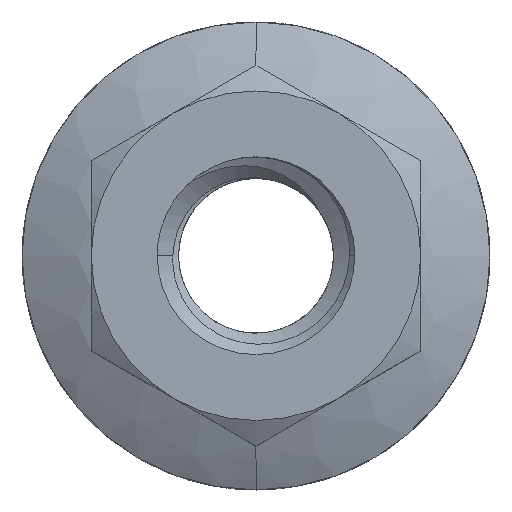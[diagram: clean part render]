
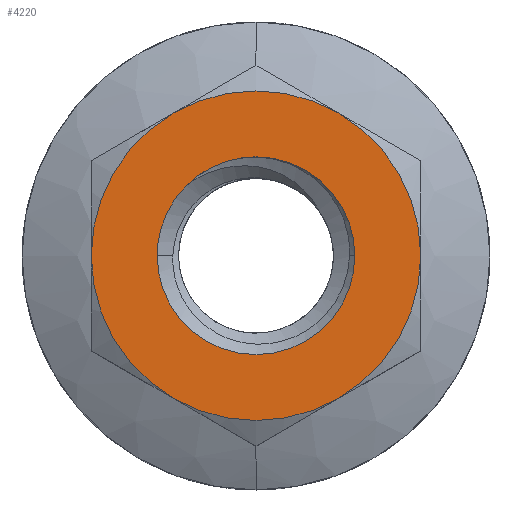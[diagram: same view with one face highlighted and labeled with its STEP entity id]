
A CAD part, top view. The second image highlights one B-rep face of the part: STEP entity #4220.
In plain terms, the highlighted planar face has unit normal (0, 0, 1).
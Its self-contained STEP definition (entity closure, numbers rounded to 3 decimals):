
#194 = AXIS2_PLACEMENT_3D ( 'NONE', #2623, #4038, #1465 ) ;
#239 = CIRCLE ( 'NONE', #3498, 5. ) ;
#263 = ORIENTED_EDGE ( 'NONE', *, *, #2361, .T. ) ;
#274 = CARTESIAN_POINT ( 'NONE',  ( 5., 0., 0. ) ) ;
#281 = VERTEX_POINT ( 'NONE', #2584 ) ;
#384 = CARTESIAN_POINT ( 'NONE',  ( 0., 3., 0. ) ) ;
#411 = CARTESIAN_POINT ( 'NONE',  ( 0., 0., 0. ) ) ;
#425 = DIRECTION ( 'NONE',  ( 1., 0., 0. ) ) ;
#485 = DIRECTION ( 'NONE',  ( 0., 0., 1. ) ) ;
#493 = CARTESIAN_POINT ( 'NONE',  ( -2.981, 0.393, 0. ) ) ;
#545 = AXIS2_PLACEMENT_3D ( 'NONE', #411, #3361, #1173 ) ;
#599 = ORIENTED_EDGE ( 'NONE', *, *, #2315, .F. ) ;
#614 = EDGE_LOOP ( 'NONE', ( #263, #4594, #1660, #2676, #2686, #4274 ) ) ;
#720 = EDGE_CURVE ( 'NONE', #1416, #1365, #4194, .T. ) ;
#747 = DIRECTION ( 'NONE',  ( 0., 0., 1. ) ) ;
#826 = CARTESIAN_POINT ( 'NONE',  ( -2.904, 0.779, 0. ) ) ;
#838 = AXIS2_PLACEMENT_3D ( 'NONE', #2601, #2981, #425 ) ;
#848 = EDGE_CURVE ( 'NONE', #1365, #281, #940, .T. ) ;
#871 = EDGE_CURVE ( 'NONE', #4588, #3383, #3114, .T. ) ;
#874 = CIRCLE ( 'NONE', #4350, 5. ) ;
#908 = AXIS2_PLACEMENT_3D ( 'NONE', #2009, #2133, #3497 ) ;
#922 = DIRECTION ( 'NONE',  ( 0., 0., 1. ) ) ;
#940 = CIRCLE ( 'NONE', #4652, 5. ) ;
#1093 = CARTESIAN_POINT ( 'NONE',  ( 0., 0., 0. ) ) ;
#1112 = EDGE_CURVE ( 'NONE', #3383, #2930, #1745, .T. ) ;
#1173 = DIRECTION ( 'NONE',  ( 1., 0., 0. ) ) ;
#1204 = DIRECTION ( 'NONE',  ( 1., 0., 0. ) ) ;
#1213 = DIRECTION ( 'NONE',  ( 1., 0., 0. ) ) ;
#1312 = AXIS2_PLACEMENT_3D ( 'NONE', #1948, #3382, #1204 ) ;
#1360 = AXIS2_PLACEMENT_3D ( 'NONE', #1928, #4457, #1973 ) ;
#1365 = VERTEX_POINT ( 'NONE', #1517 ) ;
#1416 = VERTEX_POINT ( 'NONE', #2140 ) ;
#1451 = FACE_OUTER_BOUND ( 'NONE', #614, .T. ) ;
#1465 = DIRECTION ( 'NONE',  ( 1., 0., 0. ) ) ;
#1471 = ORIENTED_EDGE ( 'NONE', *, *, #3287, .F. ) ;
#1517 = CARTESIAN_POINT ( 'NONE',  ( -2.5, 4.33, 0. ) ) ;
#1559 = CARTESIAN_POINT ( 'NONE',  ( 0., 0., 0. ) ) ;
#1660 = ORIENTED_EDGE ( 'NONE', *, *, #720, .T. ) ;
#1666 = CIRCLE ( 'NONE', #194, 3. ) ;
#1745 = B_SPLINE_CURVE_WITH_KNOTS ( 'NONE', 3,
 ( #4504, #2302, #3763, #3012, #1965, #2351, #826, #493, #4442, #2675 ),
 .UNSPECIFIED., .F., .F.,
 ( 4, 2, 2, 2, 4 ),
 ( 0., 0.001, 0.001, 0.002, 0.002 ),
 .UNSPECIFIED. ) ;
#1928 = CARTESIAN_POINT ( 'NONE',  ( 0., 0., 0. ) ) ;
#1948 = CARTESIAN_POINT ( 'NONE',  ( 0., 5.774, 0. ) ) ;
#1965 = CARTESIAN_POINT ( 'NONE',  ( -2.697, 1.327, 0. ) ) ;
#1973 = DIRECTION ( 'NONE',  ( 1., 0., 0. ) ) ;
#1976 = CARTESIAN_POINT ( 'NONE',  ( 3., 0., 0. ) ) ;
#2009 = CARTESIAN_POINT ( 'NONE',  ( 0., 0., 0. ) ) ;
#2033 = CIRCLE ( 'NONE', #545, 5. ) ;
#2133 = DIRECTION ( 'NONE',  ( 0., 0., 1. ) ) ;
#2140 = CARTESIAN_POINT ( 'NONE',  ( 2.5, 4.33, 0. ) ) ;
#2280 = CARTESIAN_POINT ( 'NONE',  ( 0., 0., 0. ) ) ;
#2302 = CARTESIAN_POINT ( 'NONE',  ( -2.261, 1.981, 0. ) ) ;
#2315 = EDGE_CURVE ( 'NONE', #3645, #4588, #2829, .T. ) ;
#2333 = AXIS2_PLACEMENT_3D ( 'NONE', #2280, #2653, #4395 ) ;
#2351 = CARTESIAN_POINT ( 'NONE',  ( -2.847, 0.966, 0. ) ) ;
#2361 = EDGE_CURVE ( 'NONE', #3922, #3687, #2033, .T. ) ;
#2584 = CARTESIAN_POINT ( 'NONE',  ( -5., 0., 0. ) ) ;
#2601 = CARTESIAN_POINT ( 'NONE',  ( 0., 0., 0. ) ) ;
#2623 = CARTESIAN_POINT ( 'NONE',  ( 0., 0., 0. ) ) ;
#2653 = DIRECTION ( 'NONE',  ( 0., 0., 1. ) ) ;
#2675 = CARTESIAN_POINT ( 'NONE',  ( -3., 0., 0. ) ) ;
#2676 = ORIENTED_EDGE ( 'NONE', *, *, #848, .T. ) ;
#2686 = ORIENTED_EDGE ( 'NONE', *, *, #4677, .T. ) ;
#2687 = PLANE ( 'NONE',  #1312 ) ;
#2704 = DIRECTION ( 'NONE',  ( 1., 0., 0. ) ) ;
#2829 = CIRCLE ( 'NONE', #2333, 3. ) ;
#2930 = VERTEX_POINT ( 'NONE', #4156 ) ;
#2981 = DIRECTION ( 'NONE',  ( 0., 0., 1. ) ) ;
#3012 = CARTESIAN_POINT ( 'NONE',  ( -2.604, 1.503, 0. ) ) ;
#3114 = CIRCLE ( 'NONE', #838, 3. ) ;
#3287 = EDGE_CURVE ( 'NONE', #2930, #3645, #1666, .T. ) ;
#3319 = CARTESIAN_POINT ( 'NONE',  ( -2.121, 2.121, 0. ) ) ;
#3361 = DIRECTION ( 'NONE',  ( 0., 0., 1. ) ) ;
#3382 = DIRECTION ( 'NONE',  ( 0., 0., 1. ) ) ;
#3383 = VERTEX_POINT ( 'NONE', #3319 ) ;
#3400 = EDGE_CURVE ( 'NONE', #3687, #1416, #239, .T. ) ;
#3497 = DIRECTION ( 'NONE',  ( 1., 0., 0. ) ) ;
#3498 = AXIS2_PLACEMENT_3D ( 'NONE', #1559, #485, #1213 ) ;
#3645 = VERTEX_POINT ( 'NONE', #1976 ) ;
#3676 = ORIENTED_EDGE ( 'NONE', *, *, #871, .F. ) ;
#3687 = VERTEX_POINT ( 'NONE', #274 ) ;
#3763 = CARTESIAN_POINT ( 'NONE',  ( -2.386, 1.83, 0. ) ) ;
#3800 = CARTESIAN_POINT ( 'NONE',  ( -2.5, -4.33, 0. ) ) ;
#3829 = EDGE_CURVE ( 'NONE', #4486, #3922, #874, .T. ) ;
#3922 = VERTEX_POINT ( 'NONE', #4624 ) ;
#4031 = DIRECTION ( 'NONE',  ( 1., 0., 0. ) ) ;
#4038 = DIRECTION ( 'NONE',  ( 0., 0., 1. ) ) ;
#4156 = CARTESIAN_POINT ( 'NONE',  ( -3., 0., 0. ) ) ;
#4194 = CIRCLE ( 'NONE', #908, 5. ) ;
#4220 = ADVANCED_FACE ( 'NONE', ( #4293, #1451 ), #2687, .T. ) ;
#4274 = ORIENTED_EDGE ( 'NONE', *, *, #3829, .T. ) ;
#4293 = FACE_BOUND ( 'NONE', #4690, .T. ) ;
#4350 = AXIS2_PLACEMENT_3D ( 'NONE', #4503, #922, #2704 ) ;
#4395 = DIRECTION ( 'NONE',  ( 1., 0., 0. ) ) ;
#4424 = ORIENTED_EDGE ( 'NONE', *, *, #1112, .F. ) ;
#4442 = CARTESIAN_POINT ( 'NONE',  ( -3., 0.195, 0. ) ) ;
#4457 = DIRECTION ( 'NONE',  ( 0., 0., 1. ) ) ;
#4486 = VERTEX_POINT ( 'NONE', #3800 ) ;
#4503 = CARTESIAN_POINT ( 'NONE',  ( 0., 0., 0. ) ) ;
#4504 = CARTESIAN_POINT ( 'NONE',  ( -2.121, 2.121, 0. ) ) ;
#4588 = VERTEX_POINT ( 'NONE', #384 ) ;
#4594 = ORIENTED_EDGE ( 'NONE', *, *, #3400, .T. ) ;
#4624 = CARTESIAN_POINT ( 'NONE',  ( 2.5, -4.33, 0. ) ) ;
#4652 = AXIS2_PLACEMENT_3D ( 'NONE', #1093, #747, #4031 ) ;
#4666 = CIRCLE ( 'NONE', #1360, 5. ) ;
#4677 = EDGE_CURVE ( 'NONE', #281, #4486, #4666, .T. ) ;
#4690 = EDGE_LOOP ( 'NONE', ( #1471, #4424, #3676, #599 ) ) ;
